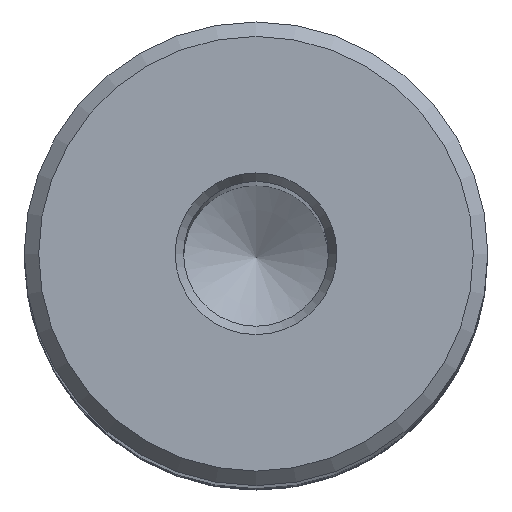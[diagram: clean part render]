
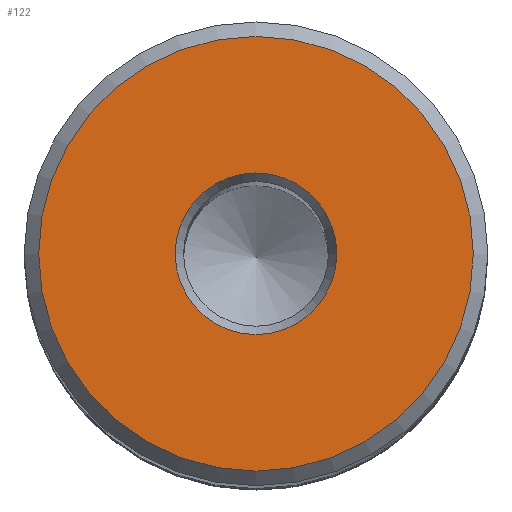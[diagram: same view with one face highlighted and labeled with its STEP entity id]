
A CAD part, top view. The second image highlights one B-rep face of the part: STEP entity #122.
In plain terms, the highlighted planar face has unit normal (0, 0, 1).
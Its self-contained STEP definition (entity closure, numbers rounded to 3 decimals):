
#35=PLANE('',#630);
#122=ADVANCED_FACE('',(#261,#262),#35,.T.);
#261=FACE_BOUND('',#347,.T.);
#262=FACE_BOUND('',#348,.T.);
#347=EDGE_LOOP('',(#433));
#348=EDGE_LOOP('',(#434));
#433=ORIENTED_EDGE('',*,*,#524,.T.);
#434=ORIENTED_EDGE('',*,*,#525,.T.);
#481=VERTEX_POINT('',#1113);
#482=VERTEX_POINT('',#1116);
#524=EDGE_CURVE('',#481,#481,#565,.T.);
#525=EDGE_CURVE('',#482,#482,#566,.T.);
#565=CIRCLE('',#627,5.577);
#566=CIRCLE('',#629,15.);
#627=AXIS2_PLACEMENT_3D('',#1112,#771,#772);
#629=AXIS2_PLACEMENT_3D('',#1115,#775,#776);
#630=AXIS2_PLACEMENT_3D('',#1117,#777,#778);
#771=DIRECTION('',(0.,0.,-1.));
#772=DIRECTION('',(1.,0.,0.));
#775=DIRECTION('',(0.,0.,1.));
#776=DIRECTION('',(1.,0.,0.));
#777=DIRECTION('',(0.,0.,1.));
#778=DIRECTION('',(1.,0.,0.));
#1112=CARTESIAN_POINT('',(0.,0.,0.));
#1113=CARTESIAN_POINT('',(5.577,0.,0.));
#1115=CARTESIAN_POINT('',(0.,0.,0.));
#1116=CARTESIAN_POINT('',(15.,0.,0.));
#1117=CARTESIAN_POINT('',(0.,0.,0.));
